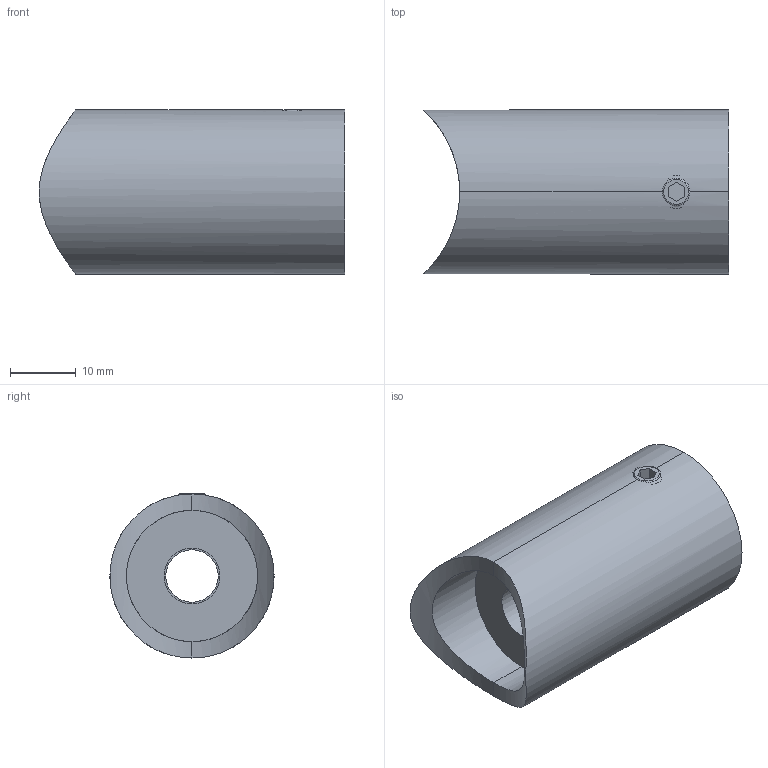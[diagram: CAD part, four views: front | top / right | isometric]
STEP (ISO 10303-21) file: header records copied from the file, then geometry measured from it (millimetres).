
FILE_DESCRIPTION (( 'STEP AP203' ), '1' );
FILE_NAME ('A_0625-033.STEP', '2019-03-18T14:56:31', ( '' ), ( '' ), 'SwSTEP 2.0', 'SolidWorks 2013', '' );
FILE_SCHEMA (( 'CONFIG_CONTROL_DESIGN' ));
Length unit declared in the file: millimetre
Products named in the file (4): DIN 914_SKRUTKA M 5X 6; A_0625-033.P2; A_0625-033; A_0625-033.P1
Assembly tree (3 placements, depth 2):
  A_0625-033
    A_0625-033.P1
    A_0625-033.P2
    DIN 914_SKRUTKA M 5X 6
Bounding box: 46.54 x 25 x 25 mm (x, y, z)
Volume: 13066.4 mm3; surface area: 8520 mm2
Topology: 3 solids, 3 shells, 41 faces, 94 edges, 57 vertices
Faces by surface type: cylinder 20, plane 13, cone 8
Entity records: 1858 total; most frequent: CARTESIAN_POINT 518, DIRECTION 206, ORIENTED_EDGE 184, EDGE_CURVE 92, AXIS2_PLACEMENT_3D 79, VERTEX_POINT 57, VECTOR 48, LINE 48
